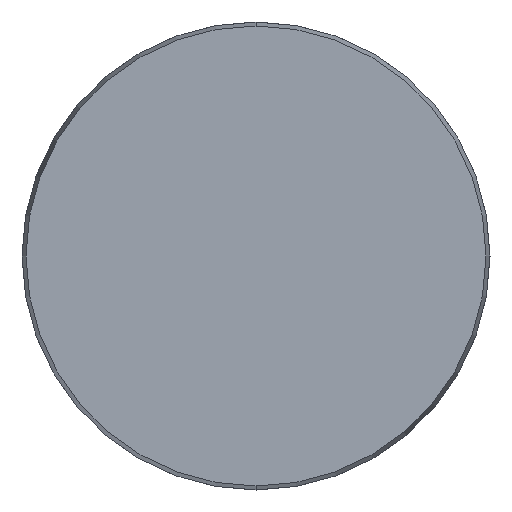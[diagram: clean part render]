
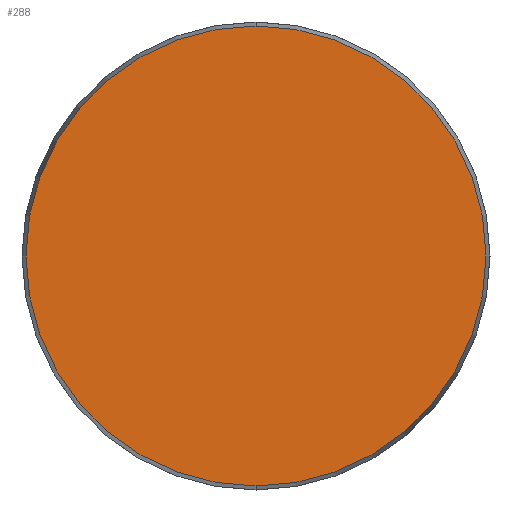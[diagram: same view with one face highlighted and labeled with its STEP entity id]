
A CAD part, front view. The second image highlights one B-rep face of the part: STEP entity #288.
In plain terms, the highlighted planar face has unit normal (0, -1, 0).
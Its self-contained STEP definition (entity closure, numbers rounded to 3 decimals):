
#121 = CARTESIAN_POINT ( 'NONE',  ( -49.143, 0., 0. ) ) ;
#126 = DIRECTION ( 'NONE',  ( 0., 0., 1. ) ) ;
#157 = EDGE_CURVE ( 'NONE', #530, #774, #767, .T. ) ;
#288 = ADVANCED_FACE ( 'NONE', ( #1119 ), #1050, .F. ) ;
#351 = DIRECTION ( 'NONE',  ( 0., 0., -1. ) ) ;
#460 = CARTESIAN_POINT ( 'NONE',  ( 0., 0., 0. ) ) ;
#500 = CARTESIAN_POINT ( 'NONE',  ( 0., 0., -49.143 ) ) ;
#519 = CIRCLE ( 'NONE', #1057, 49.143 ) ;
#530 = VERTEX_POINT ( 'NONE', #537 ) ;
#537 = CARTESIAN_POINT ( 'NONE',  ( 0., 0., 49.143 ) ) ;
#597 = ORIENTED_EDGE ( 'NONE', *, *, #157, .T. ) ;
#642 = DIRECTION ( 'NONE',  ( 0., -1., 0. ) ) ;
#679 = EDGE_LOOP ( 'NONE', ( #597, #751 ) ) ;
#751 = ORIENTED_EDGE ( 'NONE', *, *, #878, .T. ) ;
#754 = DIRECTION ( 'NONE',  ( 0., 0., -1. ) ) ;
#767 = CIRCLE ( 'NONE', #1091, 49.143 ) ;
#774 = VERTEX_POINT ( 'NONE', #500 ) ;
#803 = CARTESIAN_POINT ( 'NONE',  ( 0., 0., 0. ) ) ;
#878 = EDGE_CURVE ( 'NONE', #774, #530, #519, .T. ) ;
#895 = DIRECTION ( 'NONE',  ( 0., -1., 0. ) ) ;
#997 = AXIS2_PLACEMENT_3D ( 'NONE', #121, #1139, #126 ) ;
#1050 = PLANE ( 'NONE',  #997 ) ;
#1057 = AXIS2_PLACEMENT_3D ( 'NONE', #803, #895, #351 ) ;
#1091 = AXIS2_PLACEMENT_3D ( 'NONE', #460, #642, #754 ) ;
#1119 = FACE_OUTER_BOUND ( 'NONE', #679, .T. ) ;
#1139 = DIRECTION ( 'NONE',  ( 0., 1., 0. ) ) ;
